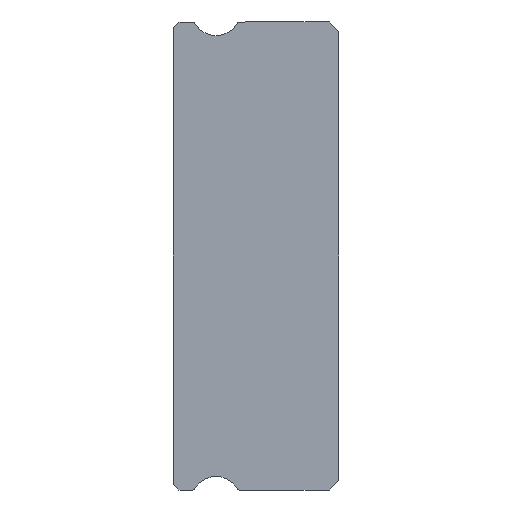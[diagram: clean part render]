
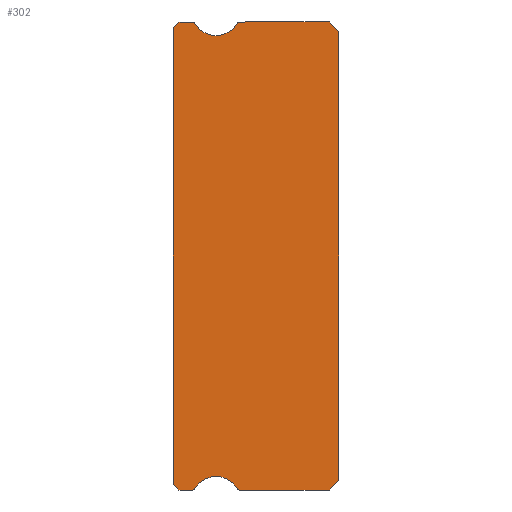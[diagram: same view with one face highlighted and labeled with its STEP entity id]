
A CAD part, left-side view. The second image highlights one B-rep face of the part: STEP entity #302.
In plain terms, the highlighted planar face has unit normal (-1, 0, 0).
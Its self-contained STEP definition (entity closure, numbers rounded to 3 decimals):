
#15 = DIRECTION ( 'NONE',  ( 0., 0., -1. ) ) ;
#25 = EDGE_CURVE ( 'NONE', #3171, #2650, #533, .T. ) ;
#31 = VERTEX_POINT ( 'NONE', #3632 ) ;
#45 = AXIS2_PLACEMENT_3D ( 'NONE', #3501, #355, #15 ) ;
#60 = DIRECTION ( 'NONE',  ( 0., -0.707, -0.707 ) ) ;
#78 = CARTESIAN_POINT ( 'NONE',  ( -10., 5.088, -11.85 ) ) ;
#88 = ORIENTED_EDGE ( 'NONE', *, *, #2437, .T. ) ;
#160 = VERTEX_POINT ( 'NONE', #2668 ) ;
#216 = ORIENTED_EDGE ( 'NONE', *, *, #3680, .F. ) ;
#302 = ADVANCED_FACE ( 'NONE', ( #3523 ), #2157, .F. ) ;
#310 = ORIENTED_EDGE ( 'NONE', *, *, #1217, .F. ) ;
#345 = CARTESIAN_POINT ( 'NONE',  ( -10., 7.383, 11.925 ) ) ;
#355 = DIRECTION ( 'NONE',  ( 1., 0., 0. ) ) ;
#381 = DIRECTION ( 'NONE',  ( 0., 0., -1. ) ) ;
#418 = CIRCLE ( 'NONE', #2479, 0.15 ) ;
#510 = VERTEX_POINT ( 'NONE', #2940 ) ;
#533 = LINE ( 'NONE', #4313, #1434 ) ;
#579 = CARTESIAN_POINT ( 'NONE',  ( -10., 5.088, 12. ) ) ;
#614 = CARTESIAN_POINT ( 'NONE',  ( -10., 6.3, 12.55 ) ) ;
#625 = VECTOR ( 'NONE', #1685, 1000. ) ;
#666 = DIRECTION ( 'NONE',  ( 0., 0., -1. ) ) ;
#701 = CIRCLE ( 'NONE', #3689, 0.15 ) ;
#748 = EDGE_CURVE ( 'NONE', #4427, #3104, #1095, .T. ) ;
#795 = CARTESIAN_POINT ( 'NONE',  ( -10., 0.5, -12. ) ) ;
#837 = DIRECTION ( 'NONE',  ( 1., 0., 0. ) ) ;
#848 = VECTOR ( 'NONE', #60, 1000. ) ;
#873 = VECTOR ( 'NONE', #3517, 1000. ) ;
#886 = EDGE_CURVE ( 'NONE', #510, #4450, #2216, .T. ) ;
#941 = ORIENTED_EDGE ( 'NONE', *, *, #3364, .F. ) ;
#972 = CIRCLE ( 'NONE', #3548, 1.25 ) ;
#989 = CIRCLE ( 'NONE', #1511, 0.15 ) ;
#1007 = VERTEX_POINT ( 'NONE', #1297 ) ;
#1071 = CARTESIAN_POINT ( 'NONE',  ( -10., 5.217, -11.925 ) ) ;
#1095 = LINE ( 'NONE', #1421, #4054 ) ;
#1135 = CARTESIAN_POINT ( 'NONE',  ( -10., 8.5, 11.85 ) ) ;
#1159 = VERTEX_POINT ( 'NONE', #1071 ) ;
#1217 = EDGE_CURVE ( 'NONE', #3028, #4450, #418, .T. ) ;
#1258 = DIRECTION ( 'NONE',  ( 0., 0.707, -0.707 ) ) ;
#1297 = CARTESIAN_POINT ( 'NONE',  ( -10., 6.3, 11.3 ) ) ;
#1396 = VERTEX_POINT ( 'NONE', #2649 ) ;
#1398 = DIRECTION ( 'NONE',  ( 0., -1., 0. ) ) ;
#1413 = VERTEX_POINT ( 'NONE', #4525 ) ;
#1421 = CARTESIAN_POINT ( 'NONE',  ( -10., 7.512, -12. ) ) ;
#1434 = VECTOR ( 'NONE', #3695, 1000. ) ;
#1460 = CIRCLE ( 'NONE', #4168, 1.25 ) ;
#1491 = VECTOR ( 'NONE', #1737, 1000. ) ;
#1511 = AXIS2_PLACEMENT_3D ( 'NONE', #78, #2125, #381 ) ;
#1603 = ORIENTED_EDGE ( 'NONE', *, *, #25, .T. ) ;
#1632 = ORIENTED_EDGE ( 'NONE', *, *, #3958, .F. ) ;
#1655 = VECTOR ( 'NONE', #3595, 1000. ) ;
#1684 = LINE ( 'NONE', #3161, #1491 ) ;
#1685 = DIRECTION ( 'NONE',  ( 0., 0.707, -0.707 ) ) ;
#1737 = DIRECTION ( 'NONE',  ( 0., -0.707, -0.707 ) ) ;
#1777 = CARTESIAN_POINT ( 'NONE',  ( -10., 6.3, 12.55 ) ) ;
#1820 = DIRECTION ( 'NONE',  ( -1., 0., 0. ) ) ;
#1828 = CARTESIAN_POINT ( 'NONE',  ( -10., 0., 11.5 ) ) ;
#1835 = CARTESIAN_POINT ( 'NONE',  ( -10., 7.512, -12. ) ) ;
#1878 = EDGE_CURVE ( 'NONE', #3382, #1413, #3120, .T. ) ;
#1920 = ORIENTED_EDGE ( 'NONE', *, *, #3646, .F. ) ;
#1960 = CARTESIAN_POINT ( 'NONE',  ( -10., 8.5, 11.7 ) ) ;
#1964 = EDGE_LOOP ( 'NONE', ( #216, #2879, #2060, #310, #941, #1999, #3705, #2580, #88, #2445, #2269, #3787, #1920, #1632, #2779, #1603, #4149 ) ) ;
#1981 = DIRECTION ( 'NONE',  ( -1., 0., 0. ) ) ;
#1999 = ORIENTED_EDGE ( 'NONE', *, *, #2829, .F. ) ;
#2060 = ORIENTED_EDGE ( 'NONE', *, *, #886, .T. ) ;
#2092 = CARTESIAN_POINT ( 'NONE',  ( -10., 5.088, 11.85 ) ) ;
#2125 = DIRECTION ( 'NONE',  ( 1., 0., 0. ) ) ;
#2157 = PLANE ( 'NONE',  #45 ) ;
#2191 = CARTESIAN_POINT ( 'NONE',  ( -10., 7.512, -11.85 ) ) ;
#2203 = DIRECTION ( 'NONE',  ( 1., 0., 0. ) ) ;
#2216 = LINE ( 'NONE', #1835, #1655 ) ;
#2269 = ORIENTED_EDGE ( 'NONE', *, *, #1878, .F. ) ;
#2401 = CARTESIAN_POINT ( 'NONE',  ( -10., 8.2, 12. ) ) ;
#2423 = VERTEX_POINT ( 'NONE', #2758 ) ;
#2437 = EDGE_CURVE ( 'NONE', #160, #2423, #3097, .T. ) ;
#2445 = ORIENTED_EDGE ( 'NONE', *, *, #3083, .F. ) ;
#2447 = CARTESIAN_POINT ( 'NONE',  ( -10., 5.088, -12. ) ) ;
#2449 = CARTESIAN_POINT ( 'NONE',  ( -10., 8.2, -12. ) ) ;
#2472 = DIRECTION ( 'NONE',  ( 0., 0., -1. ) ) ;
#2479 = AXIS2_PLACEMENT_3D ( 'NONE', #2191, #837, #2930 ) ;
#2540 = DIRECTION ( 'NONE',  ( 0., 0., 1. ) ) ;
#2580 = ORIENTED_EDGE ( 'NONE', *, *, #2601, .F. ) ;
#2601 = EDGE_CURVE ( 'NONE', #160, #4427, #3455, .T. ) ;
#2610 = VECTOR ( 'NONE', #2540, 1000. ) ;
#2649 = CARTESIAN_POINT ( 'NONE',  ( -10., 5.217, 11.925 ) ) ;
#2650 = VERTEX_POINT ( 'NONE', #2401 ) ;
#2668 = CARTESIAN_POINT ( 'NONE',  ( -10., 0., -11.5 ) ) ;
#2758 = CARTESIAN_POINT ( 'NONE',  ( -10., 0., 11.5 ) ) ;
#2779 = ORIENTED_EDGE ( 'NONE', *, *, #3252, .F. ) ;
#2787 = DIRECTION ( 'NONE',  ( -1., 0., 0. ) ) ;
#2829 = EDGE_CURVE ( 'NONE', #3104, #1159, #989, .T. ) ;
#2867 = EDGE_CURVE ( 'NONE', #3026, #510, #3886, .T. ) ;
#2879 = ORIENTED_EDGE ( 'NONE', *, *, #2867, .T. ) ;
#2924 = CARTESIAN_POINT ( 'NONE',  ( -10., 7.512, 11.85 ) ) ;
#2930 = DIRECTION ( 'NONE',  ( 0., 0., -1. ) ) ;
#2940 = CARTESIAN_POINT ( 'NONE',  ( -10., 8.2, -12. ) ) ;
#2945 = DIRECTION ( 'NONE',  ( 0., 0., -1. ) ) ;
#2970 = CARTESIAN_POINT ( 'NONE',  ( -10., 8.5, -11.7 ) ) ;
#3024 = CIRCLE ( 'NONE', #3621, 0.15 ) ;
#3026 = VERTEX_POINT ( 'NONE', #2970 ) ;
#3028 = VERTEX_POINT ( 'NONE', #3316 ) ;
#3082 = DIRECTION ( 'NONE',  ( 1., 0., 0. ) ) ;
#3083 = EDGE_CURVE ( 'NONE', #1413, #2423, #1684, .T. ) ;
#3097 = LINE ( 'NONE', #1828, #2610 ) ;
#3104 = VERTEX_POINT ( 'NONE', #2447 ) ;
#3120 = LINE ( 'NONE', #3892, #3352 ) ;
#3161 = CARTESIAN_POINT ( 'NONE',  ( -10., 0.5, 12. ) ) ;
#3171 = VERTEX_POINT ( 'NONE', #4131 ) ;
#3188 = DIRECTION ( 'NONE',  ( 0., 1., 0. ) ) ;
#3252 = EDGE_CURVE ( 'NONE', #3171, #4240, #701, .T. ) ;
#3289 = DIRECTION ( 'NONE',  ( 0., 0., -1. ) ) ;
#3294 = AXIS2_PLACEMENT_3D ( 'NONE', #1777, #1820, #2472 ) ;
#3316 = CARTESIAN_POINT ( 'NONE',  ( -10., 7.383, -11.925 ) ) ;
#3352 = VECTOR ( 'NONE', #1398, 1000. ) ;
#3364 = EDGE_CURVE ( 'NONE', #1159, #3028, #972, .T. ) ;
#3382 = VERTEX_POINT ( 'NONE', #579 ) ;
#3385 = EDGE_CURVE ( 'NONE', #2650, #31, #4374, .T. ) ;
#3455 = LINE ( 'NONE', #3817, #625 ) ;
#3501 = CARTESIAN_POINT ( 'NONE',  ( -10., 7.512, 11.85 ) ) ;
#3517 = DIRECTION ( 'NONE',  ( 0., 0., 1. ) ) ;
#3523 = FACE_OUTER_BOUND ( 'NONE', #1964, .T. ) ;
#3548 = AXIS2_PLACEMENT_3D ( 'NONE', #3987, #1981, #2945 ) ;
#3550 = EDGE_CURVE ( 'NONE', #1396, #3382, #3024, .T. ) ;
#3573 = LINE ( 'NONE', #1135, #873 ) ;
#3595 = DIRECTION ( 'NONE',  ( 0., -1., 0. ) ) ;
#3621 = AXIS2_PLACEMENT_3D ( 'NONE', #2092, #3082, #4122 ) ;
#3632 = CARTESIAN_POINT ( 'NONE',  ( -10., 8.5, 11.7 ) ) ;
#3646 = EDGE_CURVE ( 'NONE', #1007, #1396, #1460, .T. ) ;
#3680 = EDGE_CURVE ( 'NONE', #3026, #31, #3573, .T. ) ;
#3689 = AXIS2_PLACEMENT_3D ( 'NONE', #2924, #2203, #3289 ) ;
#3695 = DIRECTION ( 'NONE',  ( 0., 1., 0. ) ) ;
#3705 = ORIENTED_EDGE ( 'NONE', *, *, #748, .F. ) ;
#3787 = ORIENTED_EDGE ( 'NONE', *, *, #3550, .F. ) ;
#3817 = CARTESIAN_POINT ( 'NONE',  ( -10., 0., -11.5 ) ) ;
#3878 = CIRCLE ( 'NONE', #3294, 1.25 ) ;
#3886 = LINE ( 'NONE', #2449, #848 ) ;
#3892 = CARTESIAN_POINT ( 'NONE',  ( -10., 7.512, 12. ) ) ;
#3958 = EDGE_CURVE ( 'NONE', #4240, #1007, #3878, .T. ) ;
#3987 = CARTESIAN_POINT ( 'NONE',  ( -10., 6.3, -12.55 ) ) ;
#4054 = VECTOR ( 'NONE', #3188, 1000. ) ;
#4122 = DIRECTION ( 'NONE',  ( 0., 0., -1. ) ) ;
#4131 = CARTESIAN_POINT ( 'NONE',  ( -10., 7.512, 12. ) ) ;
#4149 = ORIENTED_EDGE ( 'NONE', *, *, #3385, .T. ) ;
#4168 = AXIS2_PLACEMENT_3D ( 'NONE', #614, #2787, #666 ) ;
#4240 = VERTEX_POINT ( 'NONE', #345 ) ;
#4313 = CARTESIAN_POINT ( 'NONE',  ( -10., 8.2, 12. ) ) ;
#4363 = CARTESIAN_POINT ( 'NONE',  ( -10., 7.512, -12. ) ) ;
#4374 = LINE ( 'NONE', #1960, #4494 ) ;
#4427 = VERTEX_POINT ( 'NONE', #795 ) ;
#4450 = VERTEX_POINT ( 'NONE', #4363 ) ;
#4494 = VECTOR ( 'NONE', #1258, 1000. ) ;
#4525 = CARTESIAN_POINT ( 'NONE',  ( -10., 0.5, 12. ) ) ;
